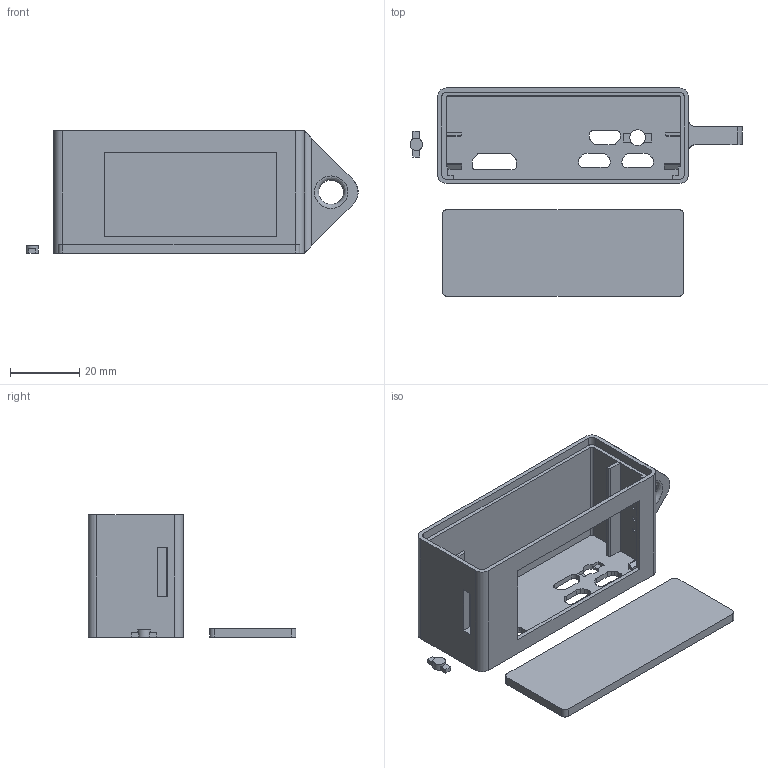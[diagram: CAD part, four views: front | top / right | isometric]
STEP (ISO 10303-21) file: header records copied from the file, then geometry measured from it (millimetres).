
FILE_DESCRIPTION(/* description */ (''),/* implementation_level */ '2;1');
FILE_NAME(/* name */ 'pwnagotchi-waveshare-slim-pisugar1200-loop.step',/* time_stamp */ '2020-01-23T18:10:06+07:00',/* author */ (''),/* organization */ (''),/* preprocessor_version */ 'ST-DEVELOPER v18',/* originating_system */ 'Autodesk Translation Framework v8.12.0.6',/* authorisation */ '');
FILE_SCHEMA (('AUTOMOTIVE_DESIGN { 1 0 10303 214 3 1 1 }'));
Length unit declared in the file: millimetre
Products named in the file (4): Pwnagotchi Mk. 2; Case WS Slim PiSugar 1200; Button PiSugar (1); Lid Sugar 1200
Assembly tree (3 placements, depth 2):
  Pwnagotchi Mk. 2
    Case WS Slim PiSugar 1200
    Button PiSugar (1)
    Lid Sugar 1200
Bounding box: 95.96 x 60.1 x 35.34 mm (x, y, z)
Volume: 19730.9 mm3; surface area: 20745.1 mm2
Topology: 6 solids, 6 shells, 179 faces, 503 edges, 336 vertices
Faces by surface type: plane 127, cylinder 48, bspline 4
Full cylindrical faces by diameter (mm): 3.6 x1, 4.6 x1
Entity records: 6106 total; most frequent: CARTESIAN_POINT 1211, ORIENTED_EDGE 1006, DIRECTION 985, EDGE_CURVE 503, LINE 381, VECTOR 381, VERTEX_POINT 336, AXIS2_PLACEMENT_3D 302
